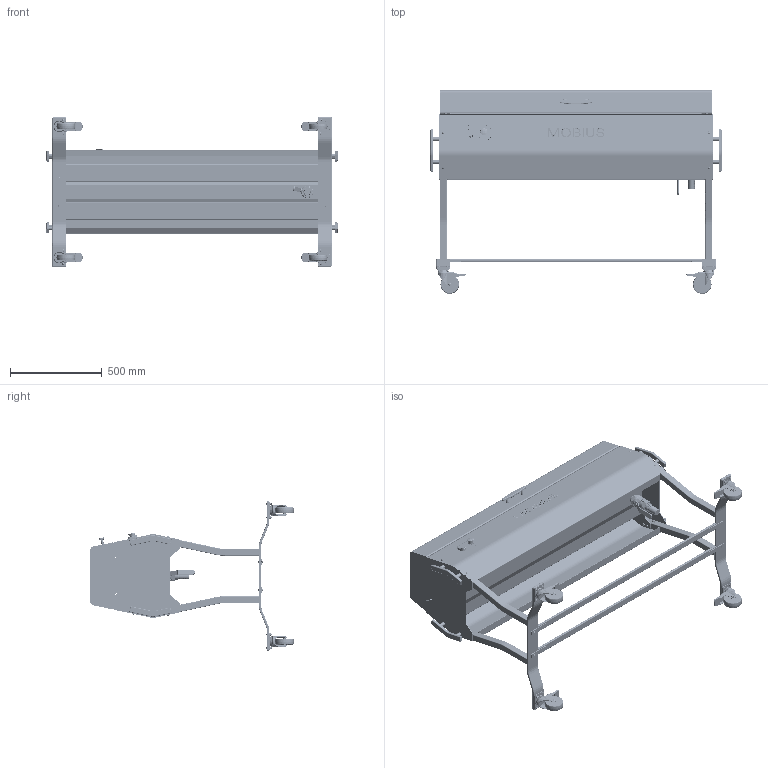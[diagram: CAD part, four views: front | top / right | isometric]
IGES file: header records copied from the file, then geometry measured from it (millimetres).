
Start section: SolidWorks IGES file using analytic representation for surfaces
Global section: file name: Automatic Tumbler and Brush Washer - 3D Model (IGES VER1.0).IGS; native system: SolidWorks 2019; preprocessor: SolidWorks 2019; author: Emily.Dawson; date: 200115.131647; units: inch
Bounding box: 1588.24 x 1110.16 x 817.04 mm (x, y, z)
Surface area: 9330298.4 mm2 (no closed solid volume)
Topology: 0 solids, 0 shells, 4988 faces, 68087 edges, 68025 vertices
Faces by surface type: bspline 2510, revolution 2478
